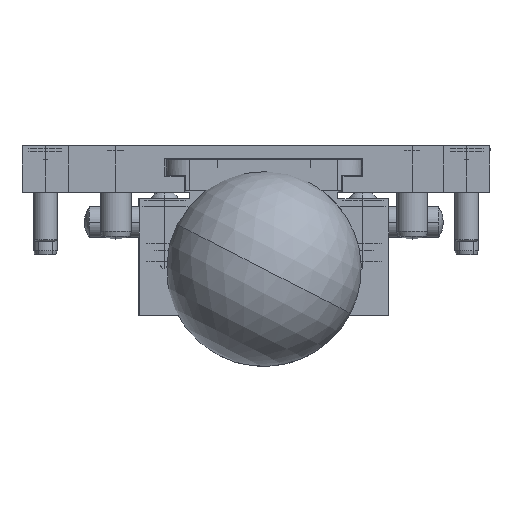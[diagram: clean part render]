
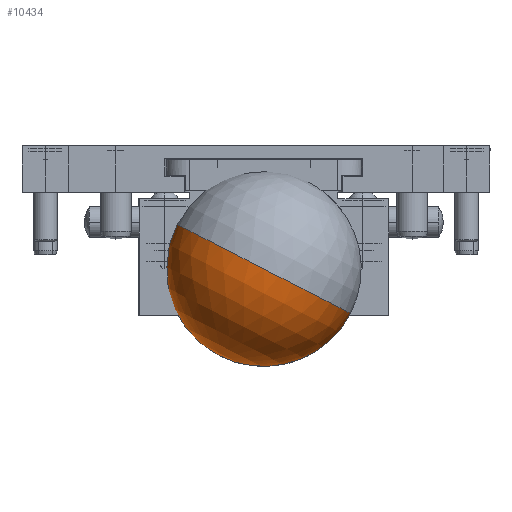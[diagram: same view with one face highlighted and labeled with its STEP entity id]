
A CAD part, left-side view. The second image highlights one B-rep face of the part: STEP entity #10434.
In plain terms, the highlighted spherical face has radius 12.5 mm.
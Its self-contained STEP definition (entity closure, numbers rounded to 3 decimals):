
#106 = EDGE_CURVE ( 'NONE', #1590, #6547, #10662, .T. ) ;
#557 = CIRCLE ( 'NONE', #7103, 12.5 ) ;
#992 = CARTESIAN_POINT ( 'NONE',  ( 7.5, 15., 0. ) ) ;
#1458 = DIRECTION ( 'NONE',  ( 1., 0., 0. ) ) ;
#1590 = VERTEX_POINT ( 'NONE', #992 ) ;
#2488 = DIRECTION ( 'NONE',  ( 0., 0., 1. ) ) ;
#2883 = DIRECTION ( 'NONE',  ( 0., 0., -1. ) ) ;
#3628 = CIRCLE ( 'NONE', #4456, 7.5 ) ;
#4217 = FACE_OUTER_BOUND ( 'NONE', #4440, .T. ) ;
#4440 = EDGE_LOOP ( 'NONE', ( #7038, #10809, #6147 ) ) ;
#4456 = AXIS2_PLACEMENT_3D ( 'NONE', #9362, #4507, #8394 ) ;
#4507 = DIRECTION ( 'NONE',  ( 0., 1., 0. ) ) ;
#4536 = SPHERICAL_SURFACE ( 'NONE', #7300, 12.5 ) ;
#4998 = DIRECTION ( 'NONE',  ( -1., 0., 0. ) ) ;
#5122 = VERTEX_POINT ( 'NONE', #9313 ) ;
#6147 = ORIENTED_EDGE ( 'NONE', *, *, #106, .T. ) ;
#6388 = DIRECTION ( 'NONE',  ( 1., 0., 0. ) ) ;
#6452 = CARTESIAN_POINT ( 'NONE',  ( 0., 25., 0. ) ) ;
#6547 = VERTEX_POINT ( 'NONE', #12438 ) ;
#7038 = ORIENTED_EDGE ( 'NONE', *, *, #12060, .F. ) ;
#7103 = AXIS2_PLACEMENT_3D ( 'NONE', #9843, #2883, #4998 ) ;
#7300 = AXIS2_PLACEMENT_3D ( 'NONE', #8424, #7389, #1458 ) ;
#7389 = DIRECTION ( 'NONE',  ( 0., 0., -1. ) ) ;
#7397 = AXIS2_PLACEMENT_3D ( 'NONE', #6452, #2488, #6388 ) ;
#8394 = DIRECTION ( 'NONE',  ( 0., 0., 1. ) ) ;
#8424 = CARTESIAN_POINT ( 'NONE',  ( 0., 25., 0. ) ) ;
#9313 = CARTESIAN_POINT ( 'NONE',  ( -7.5, 15., 0. ) ) ;
#9362 = CARTESIAN_POINT ( 'NONE',  ( 0., 15., 0. ) ) ;
#9758 = EDGE_CURVE ( 'NONE', #5122, #1590, #3628, .T. ) ;
#9843 = CARTESIAN_POINT ( 'NONE',  ( 0., 25., 0. ) ) ;
#10434 = ADVANCED_FACE ( 'NONE', ( #4217 ), #4536, .T. ) ;
#10662 = CIRCLE ( 'NONE', #7397, 12.5 ) ;
#10809 = ORIENTED_EDGE ( 'NONE', *, *, #9758, .T. ) ;
#12060 = EDGE_CURVE ( 'NONE', #5122, #6547, #557, .T. ) ;
#12438 = CARTESIAN_POINT ( 'NONE',  ( 0., 37.5, 0. ) ) ;
